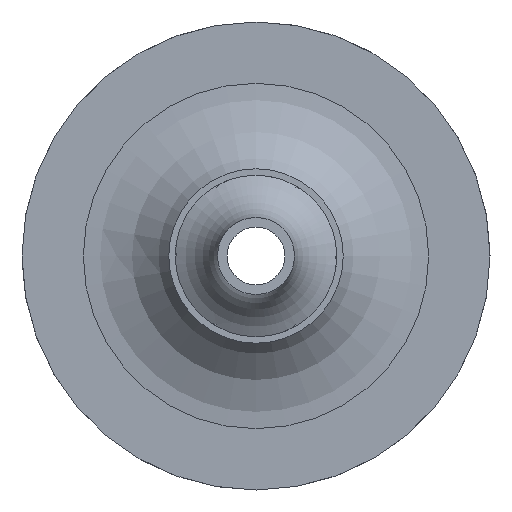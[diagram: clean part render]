
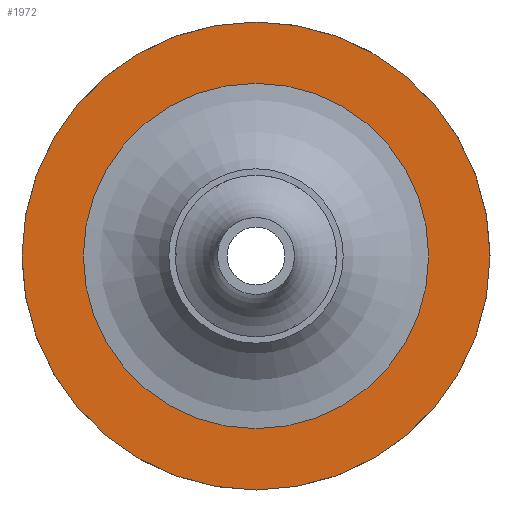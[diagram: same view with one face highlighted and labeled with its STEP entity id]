
A CAD part, left-side view. The second image highlights one B-rep face of the part: STEP entity #1972.
In plain terms, the highlighted planar face has unit normal (-1, 0, 0).
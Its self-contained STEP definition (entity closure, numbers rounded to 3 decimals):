
#31 = CYLINDRICAL_SURFACE('',#32,365.05);
#32 = AXIS2_PLACEMENT_3D('',#33,#34,#35);
#33 = CARTESIAN_POINT('',(10.,0.,0.));
#34 = DIRECTION('',(-1.,-0.,-0.));
#35 = DIRECTION('',(0.,1.,0.));
#56 = VERTEX_POINT('',#57);
#57 = CARTESIAN_POINT('',(-41.2,365.05,0.));
#78 = EDGE_CURVE('',#56,#56,#79,.T.);
#79 = SURFACE_CURVE('',#80,(#85,#92),.PCURVE_S1.);
#80 = CIRCLE('',#81,365.05);
#81 = AXIS2_PLACEMENT_3D('',#82,#83,#84);
#82 = CARTESIAN_POINT('',(-41.2,0.,0.));
#83 = DIRECTION('',(1.,0.,0.));
#84 = DIRECTION('',(0.,1.,0.));
#85 = PCURVE('',#31,#86);
#86 = DEFINITIONAL_REPRESENTATION('',(#87),#91);
#87 = LINE('',#88,#89);
#88 = CARTESIAN_POINT('',(0.,51.2));
#89 = VECTOR('',#90,1.);
#90 = DIRECTION('',(-1.,0.));
#91 = ( GEOMETRIC_REPRESENTATION_CONTEXT(2) 
PARAMETRIC_REPRESENTATION_CONTEXT() REPRESENTATION_CONTEXT('2D SPACE',''
  ) );
#92 = PCURVE('',#93,#98);
#93 = PLANE('',#94);
#94 = AXIS2_PLACEMENT_3D('',#95,#96,#97);
#95 = CARTESIAN_POINT('',(-41.2,0.,0.));
#96 = DIRECTION('',(-1.,-0.,-0.));
#97 = DIRECTION('',(-0.,-1.,-0.));
#98 = DEFINITIONAL_REPRESENTATION('',(#99),#107);
#99 = ( BOUNDED_CURVE() B_SPLINE_CURVE(2,(#100,#101,#102,#103,#104,#105,
#106),.UNSPECIFIED.,.T.,.F.) B_SPLINE_CURVE_WITH_KNOTS((1,2,2,2,2,1),(
    -2.094,0.,2.094,4.189,6.283,
8.378),.UNSPECIFIED.) CURVE() GEOMETRIC_REPRESENTATION_ITEM() 
RATIONAL_B_SPLINE_CURVE((1.,0.5,1.,0.5,1.,0.5,1.)) REPRESENTATION_ITEM(
  '') );
#100 = CARTESIAN_POINT('',(-365.05,0.));
#101 = CARTESIAN_POINT('',(-365.05,632.285));
#102 = CARTESIAN_POINT('',(182.525,316.143));
#103 = CARTESIAN_POINT('',(730.1,0.));
#104 = CARTESIAN_POINT('',(182.525,-316.143));
#105 = CARTESIAN_POINT('',(-365.05,-632.285));
#106 = CARTESIAN_POINT('',(-365.05,0.));
#107 = ( GEOMETRIC_REPRESENTATION_CONTEXT(2) 
PARAMETRIC_REPRESENTATION_CONTEXT() REPRESENTATION_CONTEXT('2D SPACE',''
  ) );
#1972 = ADVANCED_FACE('',(#1973,#2008),#93,.T.);
#1973 = FACE_BOUND('',#1974,.T.);
#1974 = EDGE_LOOP('',(#1975));
#1975 = ORIENTED_EDGE('',*,*,#1976,.T.);
#1976 = EDGE_CURVE('',#1977,#1977,#1979,.T.);
#1977 = VERTEX_POINT('',#1978);
#1978 = CARTESIAN_POINT('',(-41.2,269.43,0.));
#1979 = SURFACE_CURVE('',#1980,(#1985,#1996),.PCURVE_S1.);
#1980 = CIRCLE('',#1981,269.43);
#1981 = AXIS2_PLACEMENT_3D('',#1982,#1983,#1984);
#1982 = CARTESIAN_POINT('',(-41.2,0.,0.));
#1983 = DIRECTION('',(1.,0.,0.));
#1984 = DIRECTION('',(-0.,1.,0.));
#1985 = PCURVE('',#93,#1986);
#1986 = DEFINITIONAL_REPRESENTATION('',(#1987),#1995);
#1987 = ( BOUNDED_CURVE() B_SPLINE_CURVE(2,(#1988,#1989,#1990,#1991,
#1992,#1993,#1994),.UNSPECIFIED.,.T.,.F.) B_SPLINE_CURVE_WITH_KNOTS((1,2
    ,2,2,2,1),(-2.094,0.,2.094,4.189,
6.283,8.378),.UNSPECIFIED.) CURVE() 
GEOMETRIC_REPRESENTATION_ITEM() RATIONAL_B_SPLINE_CURVE((1.,0.5,1.,0.5,
1.,0.5,1.)) REPRESENTATION_ITEM('') );
#1988 = CARTESIAN_POINT('',(-269.43,0.));
#1989 = CARTESIAN_POINT('',(-269.43,466.666));
#1990 = CARTESIAN_POINT('',(134.715,233.333));
#1991 = CARTESIAN_POINT('',(538.86,0.));
#1992 = CARTESIAN_POINT('',(134.715,-233.333));
#1993 = CARTESIAN_POINT('',(-269.43,-466.666));
#1994 = CARTESIAN_POINT('',(-269.43,0.));
#1995 = ( GEOMETRIC_REPRESENTATION_CONTEXT(2) 
PARAMETRIC_REPRESENTATION_CONTEXT() REPRESENTATION_CONTEXT('2D SPACE',''
  ) );
#1996 = PCURVE('',#1997,#2002);
#1997 = TOROIDAL_SURFACE('',#1998,269.43,158.017);
#1998 = AXIS2_PLACEMENT_3D('',#1999,#2000,#2001);
#1999 = CARTESIAN_POINT('',(-199.217,0.,0.));
#2000 = DIRECTION('',(-1.,-0.,-0.));
#2001 = DIRECTION('',(-0.,1.,0.));
#2002 = DEFINITIONAL_REPRESENTATION('',(#2003),#2007);
#2003 = LINE('',#2004,#2005);
#2004 = CARTESIAN_POINT('',(-0.,4.712));
#2005 = VECTOR('',#2006,1.);
#2006 = DIRECTION('',(-1.,0.));
#2007 = ( GEOMETRIC_REPRESENTATION_CONTEXT(2) 
PARAMETRIC_REPRESENTATION_CONTEXT() REPRESENTATION_CONTEXT('2D SPACE',''
  ) );
#2008 = FACE_BOUND('',#2009,.T.);
#2009 = EDGE_LOOP('',(#2010));
#2010 = ORIENTED_EDGE('',*,*,#78,.F.);
